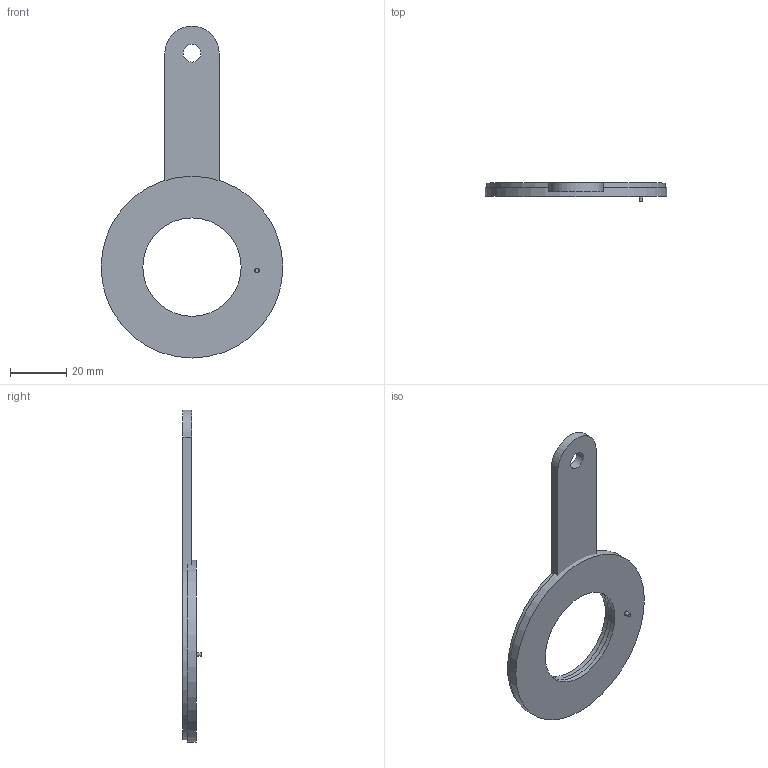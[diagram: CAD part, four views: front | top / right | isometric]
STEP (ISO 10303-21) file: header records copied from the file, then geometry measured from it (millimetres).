
FILE_DESCRIPTION( ( '' ), ' ' );
FILE_NAME( '5ae2de121ced560fc658f4c5.step', '2018-04-27T08:23:47', ( '' ), ( '' ), ' ', ' ', ' ' );
FILE_SCHEMA( ( 'AUTOMOTIVE_DESIGN { 1 0 10303 214 1 1 1 1 }' ) );
Length unit declared in the file: metre
Products named in the file (3): Part 3; Part 2; Part 1
Bounding box: 64.72 x 6.53 x 118.22 mm (x, y, z)
Volume: 17152.1 mm3; surface area: 13877.1 mm2
Topology: 3 solids, 3 shells, 43 faces, 106 edges, 71 vertices
Faces by surface type: cylinder 23, plane 20
Full cylindrical faces by diameter (mm): 1.27 x2, 1.764 x1, 6.35 x1, 35.029 x2, 64.719 x1
Entity records: 1666 total; most frequent: DIRECTION 236, CARTESIAN_POINT 214, ORIENTED_EDGE 196, EDGE_CURVE 98, AXIS2_PLACEMENT_3D 92, EDGE_LOOP 70, VERTEX_POINT 70, LINE 52
